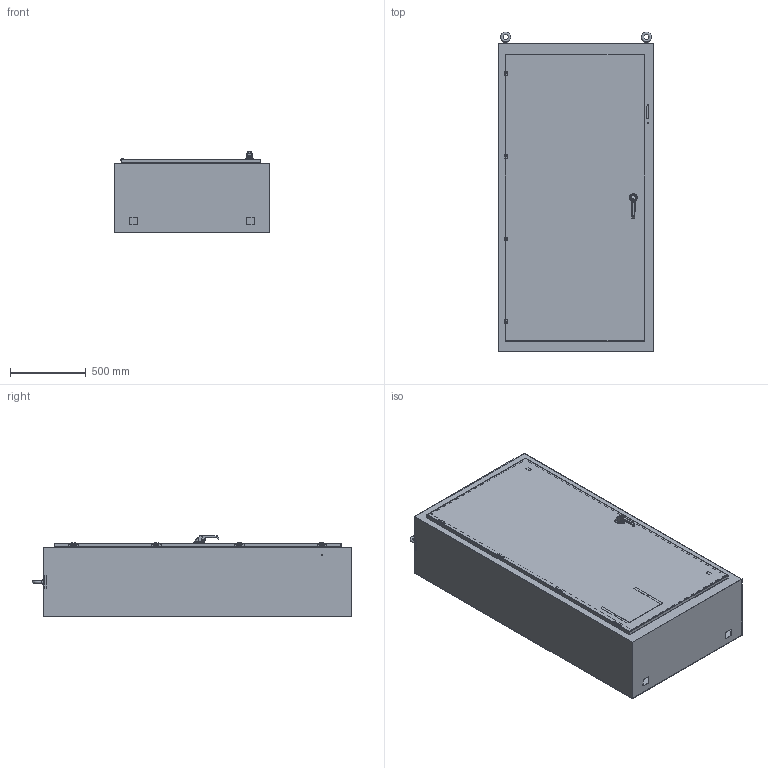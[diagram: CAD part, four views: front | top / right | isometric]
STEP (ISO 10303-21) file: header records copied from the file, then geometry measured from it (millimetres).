
FILE_DESCRIPTION (( 'STEP AP214' ), '1' );
FILE_NAME ('SCE-N80XM4018.STEP', '2024-05-07T21:18:34', ( '' ), ( '' ), 'SwSTEP 2.0', 'SolidWorks 2023', '' );
FILE_SCHEMA (( 'AUTOMOTIVE_DESIGN' ));
Length unit declared in the file: inch
Products named in the file (1): SCE-N80XM4018
Bounding box: 1022.35 x 2106.78 x 534.57 mm (x, y, z)
Volume: 20072880.6 mm3; surface area: 15119098.7 mm2
Topology: 23 solids, 27 shells, 3153 faces, 8065 edges, 4997 vertices
Faces by surface type: plane 1334, cylinder 1027, bspline 362, torus 223, cone 111, sphere 96
Full cylindrical faces by diameter (mm): 1.016 x4, 3.978 x4, 4.318 x20, 4.978 x16, 5.016 x2, 5.207 x8, 5.232 x8, 5.537 x4, 6.096 x8, 6.198 x8, 6.35 x8, 7.137 x2, 9.525 x8, 10.323 x8, 11.25 x1, 15.24 x2, 29.8 x2
Entity records: 148385 total; most frequent: CARTESIAN_POINT 76700, ORIENTED_EDGE 15452, DIRECTION 13676, EDGE_CURVE 7726, AXIS2_PLACEMENT_3D 4949, VERTEX_POINT 4891, LINE 3778, VECTOR 3778
